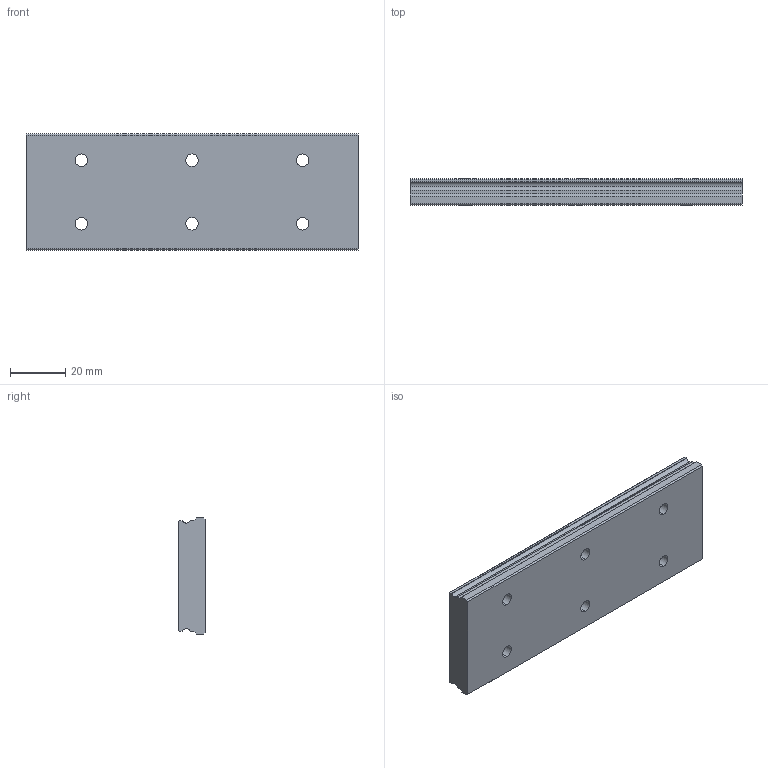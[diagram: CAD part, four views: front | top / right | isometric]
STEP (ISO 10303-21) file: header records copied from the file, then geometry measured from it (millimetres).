
FILE_DESCRIPTION (( 'STEP AP214' ), '1' );
FILE_NAME ('SRS15WSSS-120LM_G20_0_0_0_0_0_1.STEP', '2021-08-10T07:53:33', ( '' ), ( '' ), 'SwSTEP 2.0', 'SolidWorks 2021', '' );
FILE_SCHEMA (( 'AUTOMOTIVE_DESIGN' ));
Length unit declared in the file: millimetre
Products named in the file (2): SRS15WSSS-120LM_G20_0_0_0_0_0_1; _SRS15WS12020 Track
Assembly tree (1 placements, depth 2):
  SRS15WSSS-120LM_G20_0_0_0_0_0_1
    _SRS15WS12020 Track
Bounding box: 120 x 9.5 x 42 mm (x, y, z)
Volume: 44143.1 mm3; surface area: 13944.3 mm2
Topology: 1 solids, 1 shells, 53 faces, 135 edges, 90 vertices
Faces by surface type: cylinder 31, plane 22
Entity records: 1721 total; most frequent: DIRECTION 311, CARTESIAN_POINT 282, ORIENTED_EDGE 270, EDGE_CURVE 135, AXIS2_PLACEMENT_3D 119, VERTEX_POINT 90, LINE 73, VECTOR 73
